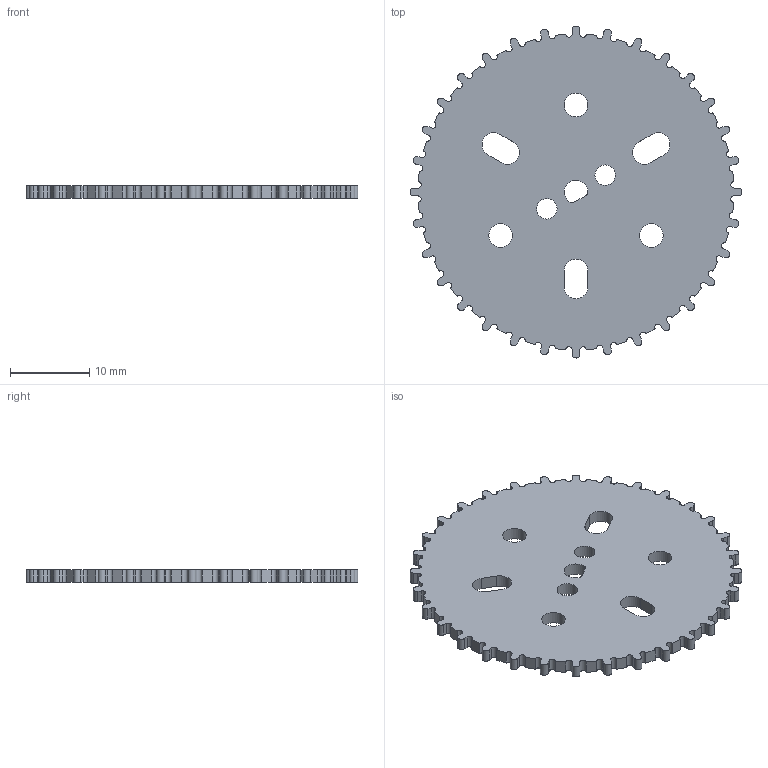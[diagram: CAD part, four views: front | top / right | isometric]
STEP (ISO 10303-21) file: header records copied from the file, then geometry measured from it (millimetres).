
FILE_DESCRIPTION(('KiCad electronic assembly'),'2;1');
FILE_NAME('indexingWheel.step','2023-02-28T17:18:13',('Pcbnew'),('Kicad' ),'Open CASCADE STEP processor 7.6','KiCad to STEP converter', 'Unknown');
FILE_SCHEMA(('AUTOMOTIVE_DESIGN { 1 0 10303 214 1 1 1 1 }'));
Length unit declared in the file: millimetre
Products named in the file (2): indexingWheel 1; indexingWheel PCB
Assembly tree (1 placements, depth 2):
  indexingWheel 1
    indexingWheel PCB
Bounding box: 42 x 42 x 1.6 mm (x, y, z)
Volume: 1907.3 mm3; surface area: 2860.8 mm2
Topology: 1 solids, 1 shells, 215 faces, 639 edges, 426 vertices
Faces by surface type: cylinder 110, plane 105
Full cylindrical faces by diameter (mm): 2.6 x2, 3 x3
Entity records: 16323 total; most frequent: CARTESIAN_POINT 3880, DIRECTION 2351, LINE 1477, VECTOR 1477, ORIENTED_EDGE 1278, PCURVE 1278, DEFINITIONAL_REPRESENTATION 1278, EDGE_CURVE 639
